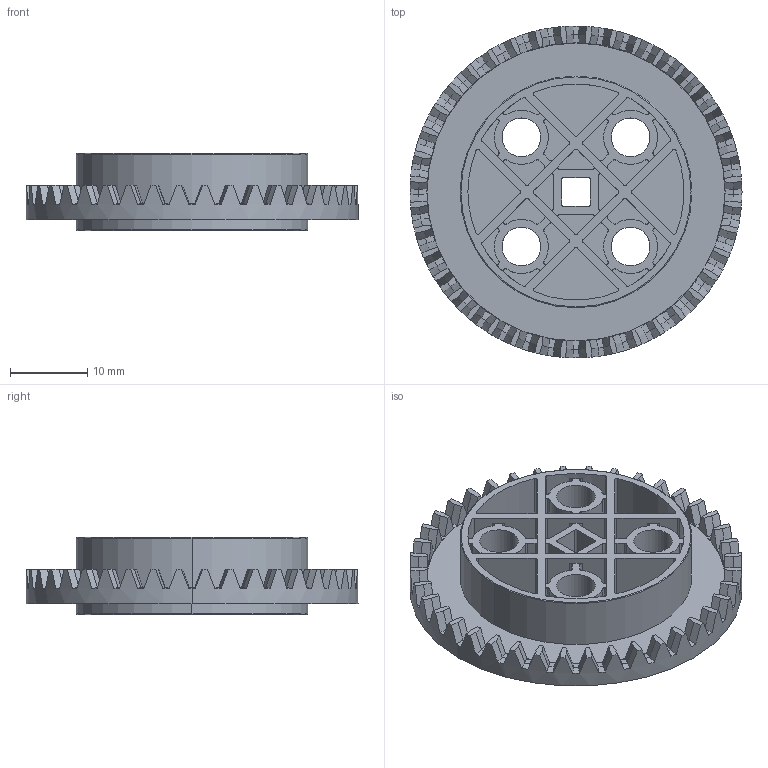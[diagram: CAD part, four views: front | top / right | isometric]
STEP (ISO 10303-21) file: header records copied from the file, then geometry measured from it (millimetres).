
FILE_DESCRIPTION (( 'STEP AP214' ), '1' );
FILE_NAME ('CG40.STEP', '2019-07-24T16:21:59', ( '' ), ( '' ), 'SwSTEP 2.0', 'SolidWorks 2019', '' );
FILE_SCHEMA (( 'AUTOMOTIVE_DESIGN' ));
Length unit declared in the file: millimetre
Products named in the file (1): CG40
Bounding box: 43 x 43 x 10 mm (x, y, z)
Volume: 5311 mm3; surface area: 7717.8 mm2
Topology: 1 solids, 1 shells, 763 faces, 2139 edges, 1398 vertices
Faces by surface type: cylinder 341, plane 258, bspline 160, torus 4
Entity records: 27157 total; most frequent: CARTESIAN_POINT 7753, ORIENTED_EDGE 4278, DIRECTION 3885, EDGE_CURVE 2139, VERTEX_POINT 1398, AXIS2_PLACEMENT_3D 1386, LINE 1113, VECTOR 1113
